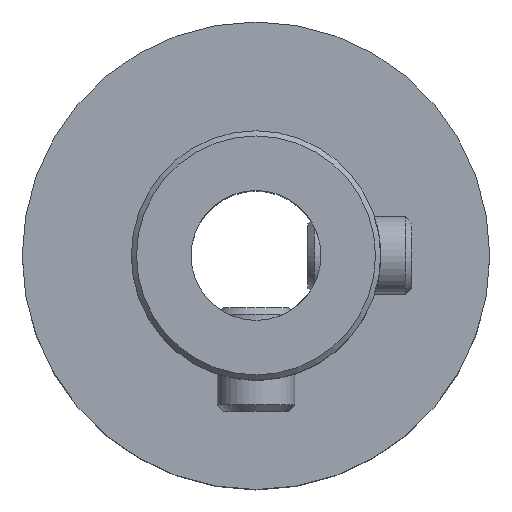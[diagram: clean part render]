
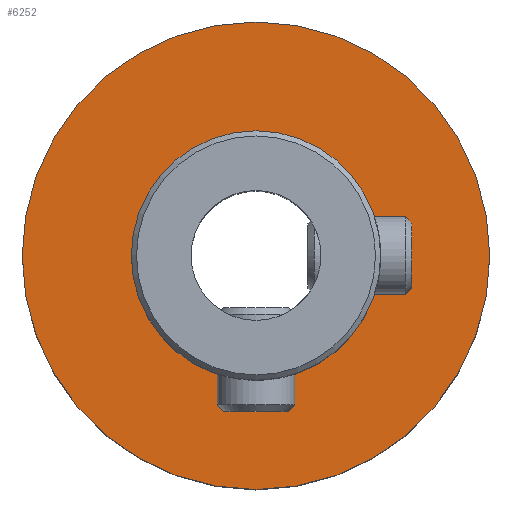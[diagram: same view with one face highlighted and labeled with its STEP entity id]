
A CAD part, top view. The second image highlights one B-rep face of the part: STEP entity #6252.
In plain terms, the highlighted planar face has unit normal (0, 0, 1).
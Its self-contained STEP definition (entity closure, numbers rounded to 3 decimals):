
#4790 = CYLINDRICAL_SURFACE('',#4791,9.);
#4791 = AXIS2_PLACEMENT_3D('',#4792,#4793,#4794);
#4792 = CARTESIAN_POINT('',(0.,0.,8.3));
#4793 = DIRECTION('',(0.,0.,1.));
#4794 = DIRECTION('',(1.,0.,0.));
#5545 = VERTEX_POINT('',#5546);
#5546 = CARTESIAN_POINT('',(9.,0.,9.));
#5567 = EDGE_CURVE('',#5545,#5545,#5568,.T.);
#5568 = SURFACE_CURVE('',#5569,(#5574,#5581),.PCURVE_S1.);
#5569 = CIRCLE('',#5570,9.);
#5570 = AXIS2_PLACEMENT_3D('',#5571,#5572,#5573);
#5571 = CARTESIAN_POINT('',(0.,0.,9.));
#5572 = DIRECTION('',(0.,0.,1.));
#5573 = DIRECTION('',(1.,0.,0.));
#5574 = PCURVE('',#4790,#5575);
#5575 = DEFINITIONAL_REPRESENTATION('',(#5576),#5580);
#5576 = LINE('',#5577,#5578);
#5577 = CARTESIAN_POINT('',(0.,0.7));
#5578 = VECTOR('',#5579,1.);
#5579 = DIRECTION('',(1.,0.));
#5580 = ( GEOMETRIC_REPRESENTATION_CONTEXT(2) 
PARAMETRIC_REPRESENTATION_CONTEXT() REPRESENTATION_CONTEXT('2D SPACE',''
  ) );
#5581 = PCURVE('',#5582,#5587);
#5582 = PLANE('',#5583);
#5583 = AXIS2_PLACEMENT_3D('',#5584,#5585,#5586);
#5584 = CARTESIAN_POINT('',(0.,0.,9.));
#5585 = DIRECTION('',(0.,0.,1.));
#5586 = DIRECTION('',(1.,0.,0.));
#5587 = DEFINITIONAL_REPRESENTATION('',(#5588),#5592);
#5588 = CIRCLE('',#5589,9.);
#5589 = AXIS2_PLACEMENT_2D('',#5590,#5591);
#5590 = CARTESIAN_POINT('',(0.,0.));
#5591 = DIRECTION('',(1.,0.));
#5592 = ( GEOMETRIC_REPRESENTATION_CONTEXT(2) 
PARAMETRIC_REPRESENTATION_CONTEXT() REPRESENTATION_CONTEXT('2D SPACE',''
  ) );
#5756 = CYLINDRICAL_SURFACE('',#5757,4.8);
#5757 = AXIS2_PLACEMENT_3D('',#5758,#5759,#5760);
#5758 = CARTESIAN_POINT('',(0.,0.,9.));
#5759 = DIRECTION('',(0.,0.,1.));
#5760 = DIRECTION('',(1.,0.,0.));
#6252 = ADVANCED_FACE('',(#6253,#6256),#5582,.T.);
#6253 = FACE_BOUND('',#6254,.T.);
#6254 = EDGE_LOOP('',(#6255));
#6255 = ORIENTED_EDGE('',*,*,#5567,.T.);
#6256 = FACE_BOUND('',#6257,.T.);
#6257 = EDGE_LOOP('',(#6258));
#6258 = ORIENTED_EDGE('',*,*,#6259,.F.);
#6259 = EDGE_CURVE('',#6260,#6260,#6262,.T.);
#6260 = VERTEX_POINT('',#6261);
#6261 = CARTESIAN_POINT('',(4.8,0.,9.));
#6262 = SURFACE_CURVE('',#6263,(#6268,#6275),.PCURVE_S1.);
#6263 = CIRCLE('',#6264,4.8);
#6264 = AXIS2_PLACEMENT_3D('',#6265,#6266,#6267);
#6265 = CARTESIAN_POINT('',(0.,0.,9.));
#6266 = DIRECTION('',(0.,0.,1.));
#6267 = DIRECTION('',(1.,0.,0.));
#6268 = PCURVE('',#5582,#6269);
#6269 = DEFINITIONAL_REPRESENTATION('',(#6270),#6274);
#6270 = CIRCLE('',#6271,4.8);
#6271 = AXIS2_PLACEMENT_2D('',#6272,#6273);
#6272 = CARTESIAN_POINT('',(0.,0.));
#6273 = DIRECTION('',(1.,0.));
#6274 = ( GEOMETRIC_REPRESENTATION_CONTEXT(2) 
PARAMETRIC_REPRESENTATION_CONTEXT() REPRESENTATION_CONTEXT('2D SPACE',''
  ) );
#6275 = PCURVE('',#5756,#6276);
#6276 = DEFINITIONAL_REPRESENTATION('',(#6277),#6281);
#6277 = LINE('',#6278,#6279);
#6278 = CARTESIAN_POINT('',(0.,0.));
#6279 = VECTOR('',#6280,1.);
#6280 = DIRECTION('',(1.,0.));
#6281 = ( GEOMETRIC_REPRESENTATION_CONTEXT(2) 
PARAMETRIC_REPRESENTATION_CONTEXT() REPRESENTATION_CONTEXT('2D SPACE',''
  ) );
